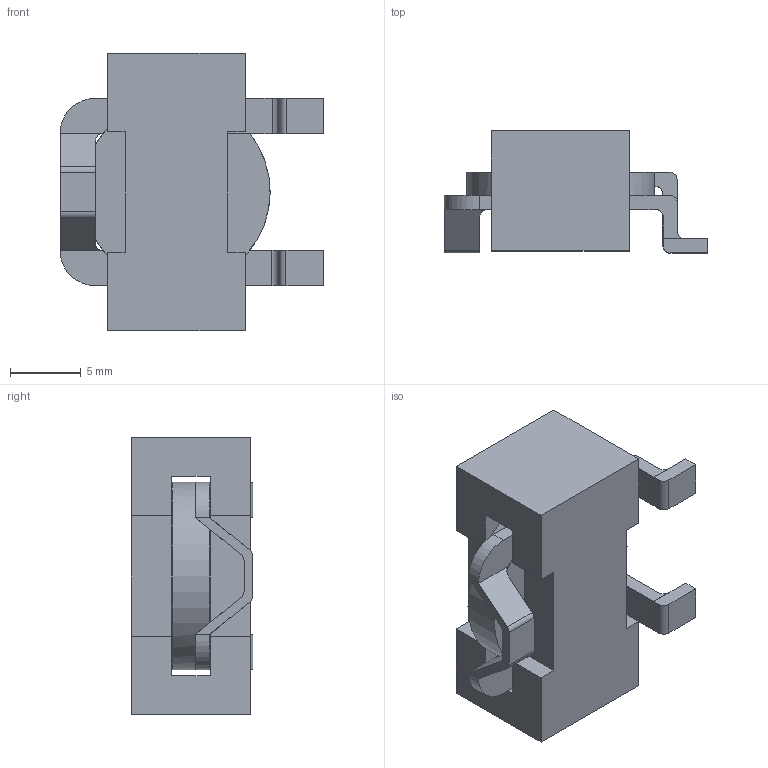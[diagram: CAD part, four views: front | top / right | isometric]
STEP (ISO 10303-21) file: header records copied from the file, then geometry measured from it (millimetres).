
FILE_DESCRIPTION (( 'STEP AP214' ), '1' );
FILE_NAME ('Coilcraft-SER2009.STEP', '2019-07-10T07:43:28', ( '' ), ( '' ), 'SwSTEP 2.0', 'SolidWorks 2018', '' );
FILE_SCHEMA (( 'AUTOMOTIVE_DESIGN' ));
Length unit declared in the file: millimetre
Products named in the file (1): Coilcraft-SER2009
Bounding box: 18.7 x 8.64 x 19.69 mm (x, y, z)
Volume: 1593 mm3; surface area: 1746.7 mm2
Topology: 4 solids, 4 shells, 337 faces, 855 edges, 542 vertices
Faces by surface type: plane 224, bspline 94, cylinder 19
Entity records: 15216 total; most frequent: CARTESIAN_POINT 6765, ORIENTED_EDGE 1710, DIRECTION 1193, EDGE_CURVE 855, VECTOR 617, LINE 617, VERTEX_POINT 542, EDGE_LOOP 361
